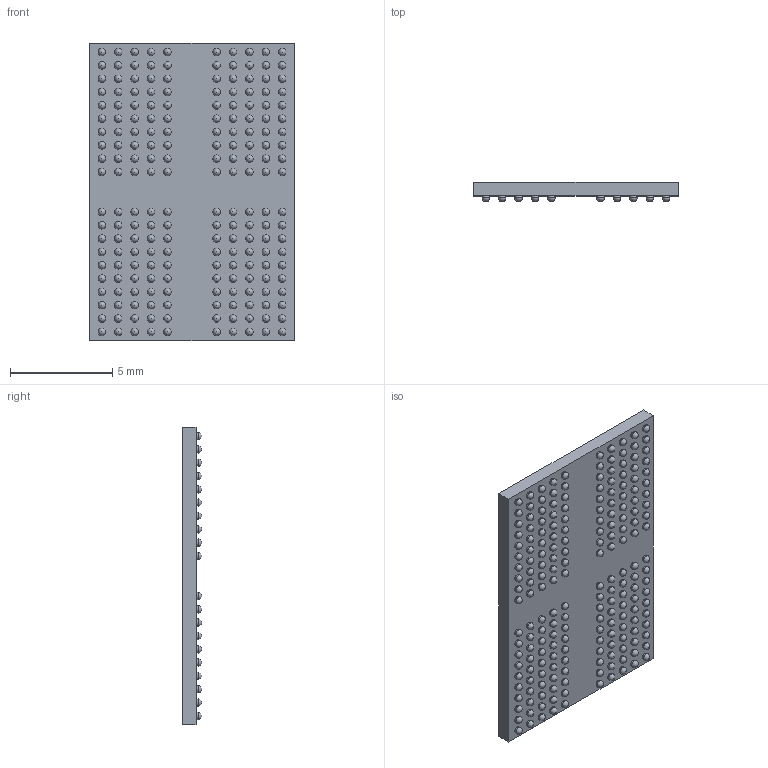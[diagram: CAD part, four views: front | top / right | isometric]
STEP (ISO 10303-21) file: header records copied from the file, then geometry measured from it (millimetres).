
FILE_DESCRIPTION (( 'STEP AP214' ), '1' );
FILE_NAME ('MT53E768M32D4DT-053 AIT_E.STEP', '2022-07-12T03:26:25', ( '' ), ( '' ), 'SwSTEP 2.0', 'SolidWorks 2017', '' );
FILE_SCHEMA (( 'AUTOMOTIVE_DESIGN' ));
Length unit declared in the file: millimetre
Products named in the file (1): MT53E768M32D4DT-053 AIT_E
Bounding box: 10 x 0.95 x 14.5 mm (x, y, z)
Volume: 101.9 mm3; surface area: 403 mm2
Topology: 202 solids, 202 shells, 613 faces, 1624 edges, 1216 vertices
Faces by surface type: sphere 400, plane 209, cylinder 4
Entity records: 16169 total; most frequent: DIRECTION 2860, CARTESIAN_POINT 2254, ORIENTED_EDGE 1648, AXIS2_PLACEMENT_3D 1422, EDGE_CURVE 824, VERTEX_POINT 816, EDGE_LOOP 814, CIRCLE 808
